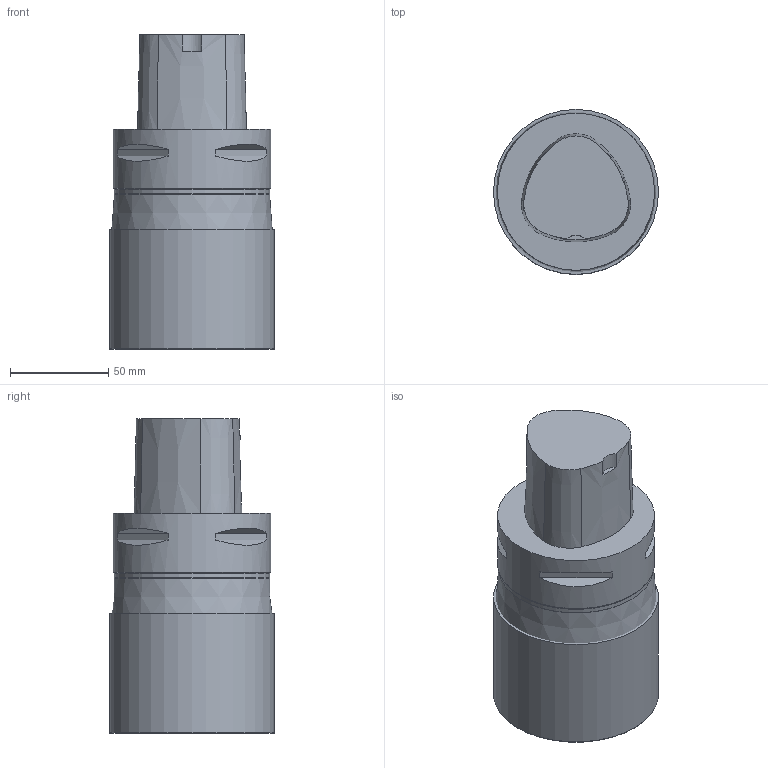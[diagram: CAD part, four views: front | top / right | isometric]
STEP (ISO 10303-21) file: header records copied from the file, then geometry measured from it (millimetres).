
FILE_DESCRIPTION(/* description */ ('3-D model version:1'),/* implementation_level */ '2;1');
FILE_NAME(/* name */ '690-084C8-1461L',/* time_stamp */ '2011-11-09T13:25:50+01:00',/* author */ ('CappDp'),/* organization */ ('AB Sandvik Coromant'),/* preprocessor_version */ 'ST-DEVELOPER v11',/* originating_system */ 'SIEMENS UGS NX 6.0',/* authorisation */ '');
FILE_SCHEMA (('AP203_CONFIGURATION_CONTROLLED_3D_DESIGN_OF_MECHANICAL_PARTS_AND_ASSEMBLIES_MIM_LF'));
Length unit declared in the file: millimetre
Products named in the file (1): 4828_1_3D
Bounding box: 84 x 84 x 160 mm (x, y, z)
Volume: 859805.6 mm3; surface area: 79827.6 mm2
Topology: 2 solids, 2 shells, 48 faces, 110 edges, 71 vertices
Faces by surface type: cone 19, plane 18, torus 6, cylinder 5
Full cylindrical faces by diameter (mm): 56 x1, 79 x1, 80 x1, 84 x1
Entity records: 1244 total; most frequent: DIRECTION 220, CARTESIAN_POINT 187, ORIENTED_EDGE 148, AXIS2_PLACEMENT_3D 99, EDGE_LOOP 78, EDGE_CURVE 74, VERTEX_POINT 58, FACE_BOUND 56
